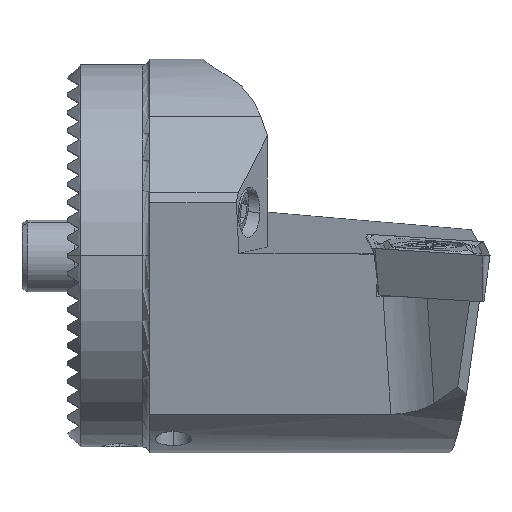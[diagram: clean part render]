
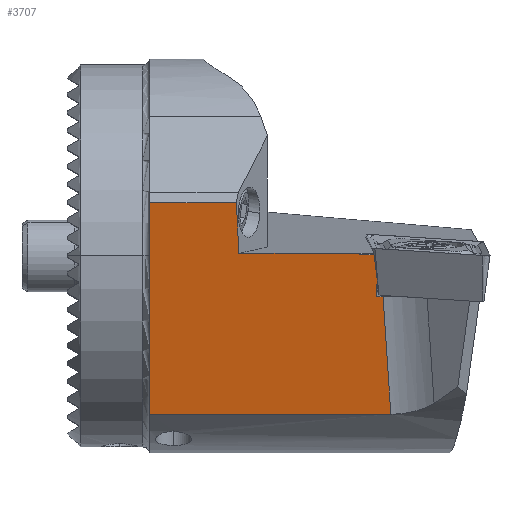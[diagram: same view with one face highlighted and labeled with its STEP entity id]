
A CAD part, top view. The second image highlights one B-rep face of the part: STEP entity #3707.
In plain terms, the highlighted planar face has unit normal (0, -0.207, 0.978).
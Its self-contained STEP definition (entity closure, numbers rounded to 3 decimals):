
#699 = EDGE_CURVE ( 'NONE', #17203, #7239, #14683, .T. ) ;
#707 = CARTESIAN_POINT ( 'NONE',  ( 25.529, -3.497, 16.636 ) ) ;
#775 = ORIENTED_EDGE ( 'NONE', *, *, #14187, .T. ) ;
#783 = DIRECTION ( 'NONE',  ( 0., 0.978, 0.207 ) ) ;
#1167 = CARTESIAN_POINT ( 'NONE',  ( 13.754, 4.442, 18.316 ) ) ;
#1185 = DIRECTION ( 'NONE',  ( -1., 0., 0. ) ) ;
#1217 = CARTESIAN_POINT ( 'NONE',  ( 25.297, 0.051, 17.387 ) ) ;
#1231 = VECTOR ( 'NONE', #8448, 1000. ) ;
#1294 = DIRECTION ( 'NONE',  ( -1., 0., 0. ) ) ;
#1646 = LINE ( 'NONE', #10856, #13514 ) ;
#1855 = VERTEX_POINT ( 'NONE', #4117 ) ;
#2316 = VECTOR ( 'NONE', #1185, 1000. ) ;
#2351 = VECTOR ( 'NONE', #15447, 1000. ) ;
#2997 = EDGE_CURVE ( 'NONE', #4930, #9089, #15037, .T. ) ;
#3013 = DIRECTION ( 'NONE',  ( -1., 0., 0. ) ) ;
#3139 = CARTESIAN_POINT ( 'NONE',  ( 25.297, 0.051, 17.387 ) ) ;
#3707 = ADVANCED_FACE ( 'NONE', ( #15023 ), #14464, .F. ) ;
#3827 = EDGE_CURVE ( 'NONE', #14386, #7396, #16873, .T. ) ;
#3830 = LINE ( 'NONE', #14087, #2351 ) ;
#3838 = CARTESIAN_POINT ( 'NONE',  ( 6.5, -13.27, 14.569 ) ) ;
#3875 = EDGE_CURVE ( 'NONE', #12433, #1855, #8650, .T. ) ;
#3943 = VERTEX_POINT ( 'NONE', #3139 ) ;
#3953 = LINE ( 'NONE', #12907, #11999 ) ;
#4083 = VECTOR ( 'NONE', #12890, 1000. ) ;
#4092 = LINE ( 'NONE', #14704, #7710 ) ;
#4117 = CARTESIAN_POINT ( 'NONE',  ( 6.5, 4.442, 18.316 ) ) ;
#4328 = EDGE_CURVE ( 'NONE', #4930, #12497, #1646, .T. ) ;
#4442 = CARTESIAN_POINT ( 'NONE',  ( 6.5, 4.442, 18.316 ) ) ;
#4646 = CARTESIAN_POINT ( 'NONE',  ( 27.765, -29.488, 11.139 ) ) ;
#4659 = EDGE_CURVE ( 'NONE', #3943, #17203, #11318, .T. ) ;
#4769 = VECTOR ( 'NONE', #11303, 1000. ) ;
#4930 = VERTEX_POINT ( 'NONE', #9653 ) ;
#5298 = CARTESIAN_POINT ( 'NONE',  ( 23.382, 0.18, 17.414 ) ) ;
#5497 = CARTESIAN_POINT ( 'NONE',  ( 25.186, 0.982, 17.584 ) ) ;
#5623 = EDGE_CURVE ( 'NONE', #9089, #7239, #4092, .T. ) ;
#6152 = DIRECTION ( 'NONE',  ( 0.048, -0.977, -0.207 ) ) ;
#7239 = VERTEX_POINT ( 'NONE', #12151 ) ;
#7396 = VERTEX_POINT ( 'NONE', #13984 ) ;
#7657 = DIRECTION ( 'NONE',  ( 0., 0.207, -0.978 ) ) ;
#7710 = VECTOR ( 'NONE', #1294, 1000. ) ;
#7860 = ORIENTED_EDGE ( 'NONE', *, *, #3827, .T. ) ;
#7977 = CARTESIAN_POINT ( 'NONE',  ( 24.671, 0.075, 17.392 ) ) ;
#8427 = DIRECTION ( 'NONE',  ( -0.065, 0.976, 0.207 ) ) ;
#8448 = DIRECTION ( 'NONE',  ( -1., 0., 0. ) ) ;
#8650 = LINE ( 'NONE', #4442, #1231 ) ;
#9089 = VERTEX_POINT ( 'NONE', #15345 ) ;
#9099 = CARTESIAN_POINT ( 'NONE',  ( -0.634, 0.18, 17.414 ) ) ;
#9653 = CARTESIAN_POINT ( 'NONE',  ( 26.692, -13.27, 14.569 ) ) ;
#9695 = VECTOR ( 'NONE', #8427, 1000. ) ;
#9805 = CARTESIAN_POINT ( 'NONE',  ( 23.382, 0.18, 17.414 ) ) ;
#10152 = CARTESIAN_POINT ( 'NONE',  ( 27.765, -29.488, 11.139 ) ) ;
#10856 = CARTESIAN_POINT ( 'NONE',  ( -1.123, -13.27, 14.569 ) ) ;
#11303 = DIRECTION ( 'NONE',  ( 0.116, -0.972, -0.206 ) ) ;
#11318 = LINE ( 'NONE', #5497, #4769 ) ;
#11319 = EDGE_CURVE ( 'NONE', #12433, #7396, #3953, .T. ) ;
#11999 = VECTOR ( 'NONE', #6152, 1000. ) ;
#12151 = CARTESIAN_POINT ( 'NONE',  ( 25.529, -3.43, 16.651 ) ) ;
#12433 = VERTEX_POINT ( 'NONE', #1167 ) ;
#12497 = VERTEX_POINT ( 'NONE', #3838 ) ;
#12890 = DIRECTION ( 'NONE',  ( -0.005, -0.978, -0.207 ) ) ;
#12907 = CARTESIAN_POINT ( 'NONE',  ( 15.457, -30.07, 11.016 ) ) ;
#13375 = ORIENTED_EDGE ( 'NONE', *, *, #699, .F. ) ;
#13467 = AXIS2_PLACEMENT_3D ( 'NONE', #10152, #7657, #783 ) ;
#13474 = ORIENTED_EDGE ( 'NONE', *, *, #11319, .F. ) ;
#13514 = VECTOR ( 'NONE', #3013, 1000. ) ;
#13608 = ORIENTED_EDGE ( 'NONE', *, *, #17221, .F. ) ;
#13984 = CARTESIAN_POINT ( 'NONE',  ( 13.964, 0.18, 17.414 ) ) ;
#14059 = ORIENTED_EDGE ( 'NONE', *, *, #2997, .T. ) ;
#14087 = CARTESIAN_POINT ( 'NONE',  ( 6.5, 16.583, 20.884 ) ) ;
#14187 = EDGE_CURVE ( 'NONE', #3943, #14386, #15163, .T. ) ;
#14386 = VERTEX_POINT ( 'NONE', #9805 ) ;
#14432 = ORIENTED_EDGE ( 'NONE', *, *, #4328, .F. ) ;
#14464 = PLANE ( 'NONE',  #13467 ) ;
#14683 = LINE ( 'NONE', #707, #4083 ) ;
#14704 = CARTESIAN_POINT ( 'NONE',  ( 25.83, -3.43, 16.651 ) ) ;
#15023 = FACE_OUTER_BOUND ( 'NONE', #15704, .T. ) ;
#15037 = LINE ( 'NONE', #4646, #9695 ) ;
#15163 =( BOUNDED_CURVE ( )  B_SPLINE_CURVE ( 3, ( #1217, #7977, #17162, #5298 ),
 .UNSPECIFIED., .F., .T. ) 
 B_SPLINE_CURVE_WITH_KNOTS ( ( 4, 4 ),
 ( 4.429, 4.66 ),
 .UNSPECIFIED. ) 
 CURVE ( )  GEOMETRIC_REPRESENTATION_ITEM ( )  RATIONAL_B_SPLINE_CURVE ( ( 1., 0.996, 0.996, 1. ) ) 
 REPRESENTATION_ITEM ( '' )  );
#15345 = CARTESIAN_POINT ( 'NONE',  ( 26.041, -3.43, 16.651 ) ) ;
#15447 = DIRECTION ( 'NONE',  ( 0., 0.978, 0.207 ) ) ;
#15503 = CARTESIAN_POINT ( 'NONE',  ( 25.537, -1.954, 16.963 ) ) ;
#15704 = EDGE_LOOP ( 'NONE', ( #13474, #17040, #13608, #14432, #14059, #17324, #13375, #16640, #775, #7860 ) ) ;
#16640 = ORIENTED_EDGE ( 'NONE', *, *, #4659, .F. ) ;
#16873 = LINE ( 'NONE', #9099, #2316 ) ;
#17040 = ORIENTED_EDGE ( 'NONE', *, *, #3875, .T. ) ;
#17162 = CARTESIAN_POINT ( 'NONE',  ( 24.029, 0.118, 17.401 ) ) ;
#17203 = VERTEX_POINT ( 'NONE', #15503 ) ;
#17221 = EDGE_CURVE ( 'NONE', #12497, #1855, #3830, .T. ) ;
#17324 = ORIENTED_EDGE ( 'NONE', *, *, #5623, .T. ) ;
